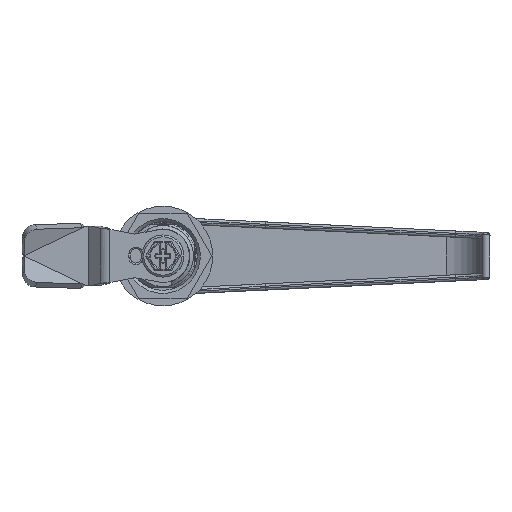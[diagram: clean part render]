
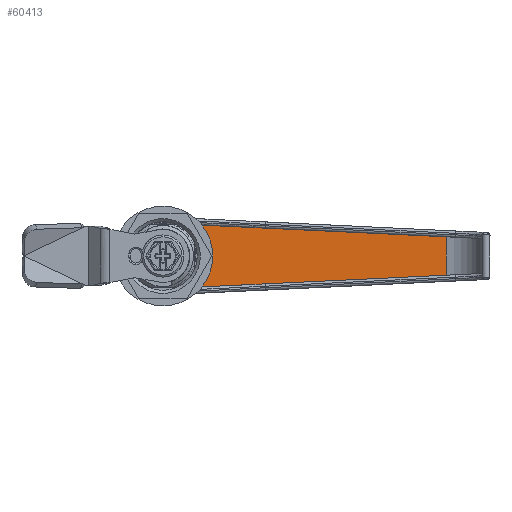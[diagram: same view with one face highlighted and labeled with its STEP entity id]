
A CAD part, left-side view. The second image highlights one B-rep face of the part: STEP entity #60413.
In plain terms, the highlighted face is planar.
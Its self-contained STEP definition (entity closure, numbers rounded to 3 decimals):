
#6199=PLANE('',#64422);
#7168=FACE_OUTER_BOUND('',#10794,.T.);
#10794=EDGE_LOOP('',(#39573,#39574,#39575,#39576));
#14467=CIRCLE('',#64420,14.5);
#15467=LINE('',#92058,#19108);
#15478=LINE('',#92222,#19119);
#15479=LINE('',#92223,#19120);
#19108=VECTOR('',#72375,80.602);
#19119=VECTOR('',#72420,12.333);
#19120=VECTOR('',#72421,80.602);
#22812=VERTEX_POINT('',#92044);
#22813=VERTEX_POINT('',#92057);
#22825=VERTEX_POINT('',#92204);
#22827=VERTEX_POINT('',#92221);
#29251=EDGE_CURVE('',#22812,#22813,#15467,.T.);
#29272=EDGE_CURVE('',#22825,#22812,#14467,.T.);
#29275=EDGE_CURVE('',#22813,#22827,#15478,.T.);
#29276=EDGE_CURVE('',#22827,#22825,#15479,.T.);
#39573=ORIENTED_EDGE('',*,*,#29275,.F.);
#39574=ORIENTED_EDGE('',*,*,#29251,.F.);
#39575=ORIENTED_EDGE('',*,*,#29272,.F.);
#39576=ORIENTED_EDGE('',*,*,#29276,.F.);
#60413=ADVANCED_FACE('',(#7168),#6199,.F.);
#64420=AXIS2_PLACEMENT_3D('',#92205,#72414,#72415);
#64422=AXIS2_PLACEMENT_3D('',#92220,#72418,#72419);
#72375=DIRECTION('',(0.999,-0.048,0.));
#72414=DIRECTION('center_axis',(0.,0.,
1.));
#72415=DIRECTION('ref_axis',(0.723,-0.69,0.));
#72418=DIRECTION('center_axis',(0.,0.,
-1.));
#72419=DIRECTION('ref_axis',(0.,1.,0.));
#72420=DIRECTION('',(0.,-1.,0.));
#72421=DIRECTION('',(-0.999,-0.048,0.));
#92044=CARTESIAN_POINT('',(10.489,10.111,52.35));
#92057=CARTESIAN_POINT('',(91.,6.266,52.35));
#92058=CARTESIAN_POINT('',(10.489,10.111,52.35));
#92204=CARTESIAN_POINT('',(10.489,-9.911,52.35));
#92205=CARTESIAN_POINT('Origin',(0.,0.1,
52.35));
#92220=CARTESIAN_POINT('Origin',(0.,0.1,
52.35));
#92221=CARTESIAN_POINT('',(91.,-6.066,52.35));
#92222=CARTESIAN_POINT('',(91.,6.266,52.35));
#92223=CARTESIAN_POINT('',(91.,-6.066,52.35));
